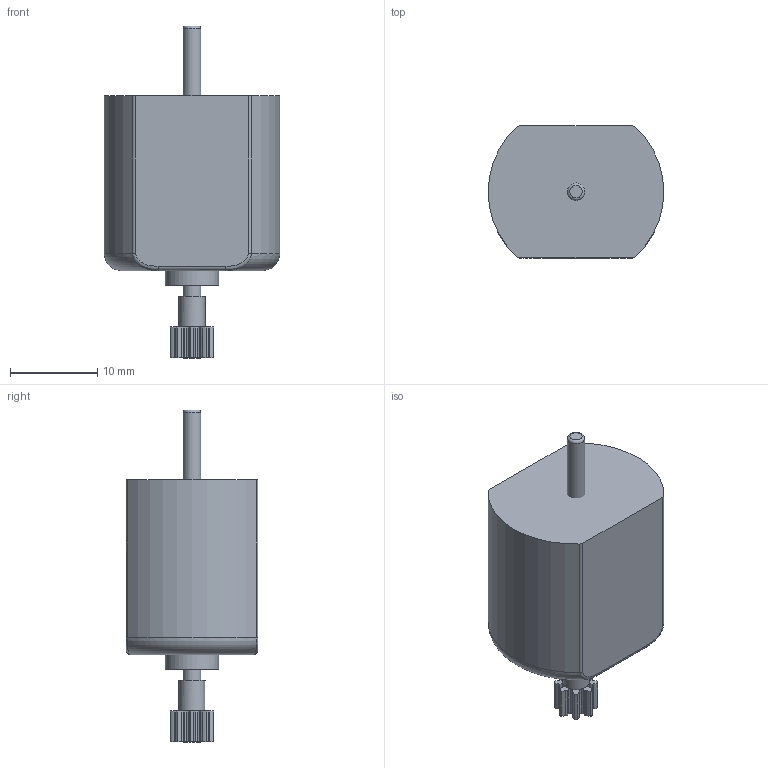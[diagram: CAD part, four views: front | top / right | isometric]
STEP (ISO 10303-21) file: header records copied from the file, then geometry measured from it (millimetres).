
FILE_DESCRIPTION(('FreeCAD Model'),'2;1');
FILE_NAME( 'MotorDC_25mm.step', '2015-07-16T13:29:21',('Author'),(''), 'Open CASCADE STEP processor 6.8','FreeCAD','Unknown');
FILE_SCHEMA(('AUTOMOTIVE_DESIGN_CC2 { 1 2 10303 214 -1 1 5 4 }'));
Length unit declared in the file: millimetre
Products named in the file (4): Eje; Cilindro009; Fillet004; RDentada
Bounding box: 20.1 x 15.1 x 38 mm (x, y, z)
Volume: 5641.3 mm3; surface area: 2253 mm2
Topology: 4 solids, 4 shells, 129 faces, 333 edges, 214 vertices
Faces by surface type: cylinder 45, plane 44, extrusion 32, torus 4, bspline 4
Full cylindrical faces by diameter (mm): 2 x1, 3 x1, 5.9 x1, 5.95 x1, 6.15 x1
Entity records: 9199 total; most frequent: CARTESIAN_POINT 2715, DIRECTION 1115, ORIENTED_EDGE 666, PCURVE 666, DEFINITIONAL_REPRESENTATION 666, VECTOR 611, LINE 579, EDGE_CURVE 333
